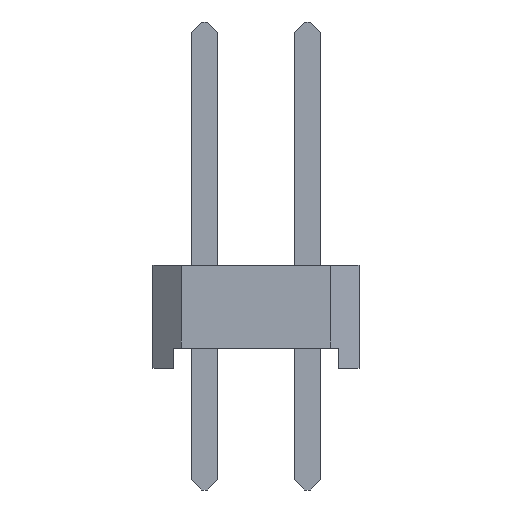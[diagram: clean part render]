
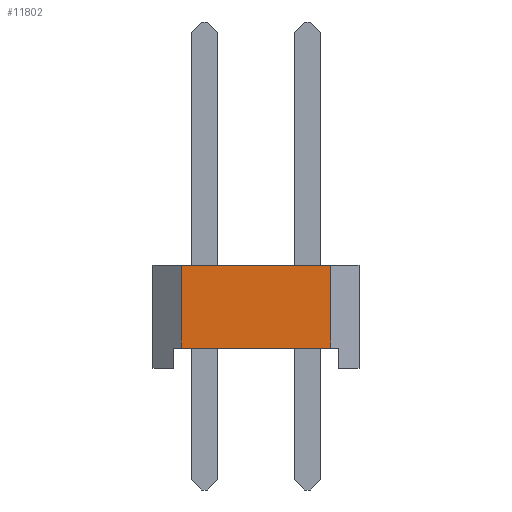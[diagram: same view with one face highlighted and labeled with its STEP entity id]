
A CAD part, left-side view. The second image highlights one B-rep face of the part: STEP entity #11802.
In plain terms, the highlighted planar face has unit normal (-1, 0, 0).
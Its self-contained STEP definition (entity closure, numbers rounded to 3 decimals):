
#477=FACE_OUTER_BOUND('',#1161,.T.);
#1161=EDGE_LOOP('',(#8182,#8183,#8184,#8185));
#1856=LINE('',#16213,#3326);
#2044=LINE('',#16816,#3514);
#2259=LINE('',#17232,#3729);
#2260=LINE('',#17233,#3730);
#3326=VECTOR('',#13194,1.);
#3514=VECTOR('',#13384,1.);
#3729=VECTOR('',#13697,1.);
#3730=VECTOR('',#13698,1.);
#4874=VERTEX_POINT('',#16210);
#4875=VERTEX_POINT('',#16212);
#5072=VERTEX_POINT('',#16813);
#5073=VERTEX_POINT('',#16815);
#6006=EDGE_CURVE('',#4874,#4875,#1856,.T.);
#6206=EDGE_CURVE('',#5072,#5073,#2044,.T.);
#6421=EDGE_CURVE('',#4875,#5072,#2259,.T.);
#6422=EDGE_CURVE('',#4874,#5073,#2260,.T.);
#8182=ORIENTED_EDGE('',*,*,#6421,.F.);
#8183=ORIENTED_EDGE('',*,*,#6006,.F.);
#8184=ORIENTED_EDGE('',*,*,#6422,.T.);
#8185=ORIENTED_EDGE('',*,*,#6206,.F.);
#10965=PLANE('',#12491);
#11802=ADVANCED_FACE('',(#477),#10965,.F.);
#12491=AXIS2_PLACEMENT_3D('',#17231,#13695,#13696);
#13194=DIRECTION('',(0.,1.,0.));
#13384=DIRECTION('',(0.,-1.,0.));
#13695=DIRECTION('center_axis',(1.,0.,0.));
#13696=DIRECTION('ref_axis',(0.,0.,-1.));
#13697=DIRECTION('',(0.,0.,1.));
#13698=DIRECTION('',(0.,0.,1.));
#16210=CARTESIAN_POINT('',(-11.43,-1.84,0.5));
#16212=CARTESIAN_POINT('',(-11.43,1.84,0.5));
#16213=CARTESIAN_POINT('',(-11.43,2.04,0.5));
#16813=CARTESIAN_POINT('',(-11.43,1.84,2.54));
#16815=CARTESIAN_POINT('',(-11.43,-1.84,2.54));
#16816=CARTESIAN_POINT('',(-11.43,2.54,2.54));
#17231=CARTESIAN_POINT('Origin',(-11.43,2.54,2.54));
#17232=CARTESIAN_POINT('',(-11.43,1.84,0.));
#17233=CARTESIAN_POINT('',(-11.43,-1.84,0.));
